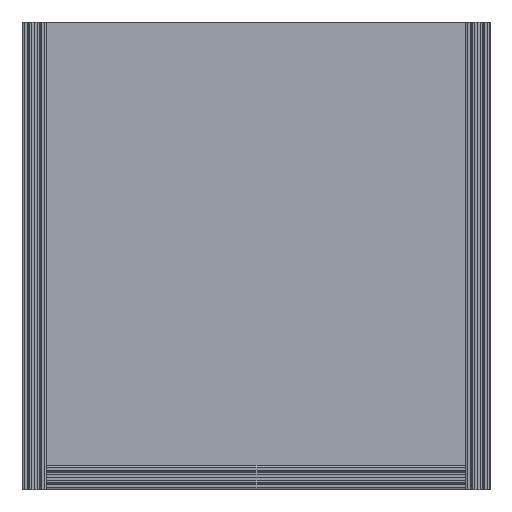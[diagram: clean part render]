
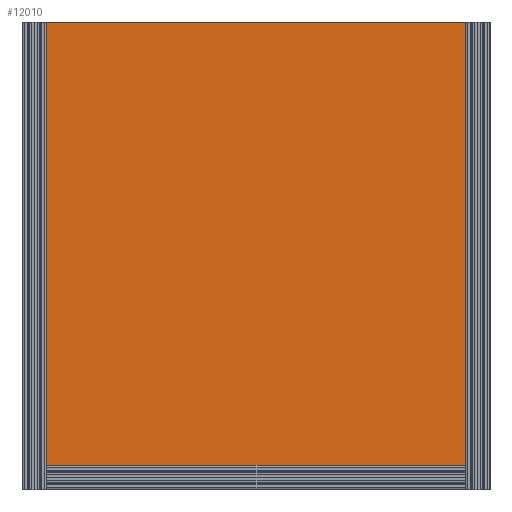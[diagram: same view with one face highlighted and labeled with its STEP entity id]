
A CAD part, front view. The second image highlights one B-rep face of the part: STEP entity #12010.
In plain terms, the highlighted face is planar.
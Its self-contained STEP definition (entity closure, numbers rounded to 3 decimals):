
#161 = CARTESIAN_POINT ( 'NONE',  ( 94.073, -486.927, -2. ) ) ;
#194 = LINE ( 'NONE', #14837, #5727 ) ;
#1227 = ORIENTED_EDGE ( 'NONE', *, *, #11155, .F. ) ;
#2917 = VERTEX_POINT ( 'NONE', #161 ) ;
#3395 = VERTEX_POINT ( 'NONE', #12340 ) ;
#3813 = VECTOR ( 'NONE', #12190, 1000. ) ;
#4709 = PLANE ( 'NONE',  #14745 ) ;
#5316 = VERTEX_POINT ( 'NONE', #15817 ) ;
#5727 = VECTOR ( 'NONE', #11140, 1000. ) ;
#6227 = CARTESIAN_POINT ( 'NONE',  ( 94.073, -486.927, -2. ) ) ;
#7067 = ORIENTED_EDGE ( 'NONE', *, *, #13036, .F. ) ;
#7339 = DIRECTION ( 'NONE',  ( 0., 0., 1. ) ) ;
#7406 = CARTESIAN_POINT ( 'NONE',  ( -600.727, -486.927, -2. ) ) ;
#7898 = LINE ( 'NONE', #6227, #12992 ) ;
#8033 = ORIENTED_EDGE ( 'NONE', *, *, #12094, .F. ) ;
#8630 = EDGE_LOOP ( 'NONE', ( #7067, #8033, #12961, #1227 ) ) ;
#8886 = DIRECTION ( 'NONE',  ( 0., 1., 0. ) ) ;
#9426 = EDGE_CURVE ( 'NONE', #10561, #2917, #12438, .T. ) ;
#9450 = CARTESIAN_POINT ( 'NONE',  ( 0., 0., -2. ) ) ;
#10041 = CARTESIAN_POINT ( 'NONE',  ( -600.727, -486.927, -2. ) ) ;
#10561 = VERTEX_POINT ( 'NONE', #10041 ) ;
#10564 = CARTESIAN_POINT ( 'NONE',  ( 94.073, 235.473, -2. ) ) ;
#10679 = DIRECTION ( 'NONE',  ( 1., 0., 0. ) ) ;
#11140 = DIRECTION ( 'NONE',  ( 0., -1., 0. ) ) ;
#11155 = EDGE_CURVE ( 'NONE', #5316, #10561, #194, .T. ) ;
#12010 = ADVANCED_FACE ( 'NONE', ( #13489 ), #4709, .F. ) ;
#12094 = EDGE_CURVE ( 'NONE', #2917, #3395, #7898, .T. ) ;
#12190 = DIRECTION ( 'NONE',  ( -1., 0., 0. ) ) ;
#12340 = CARTESIAN_POINT ( 'NONE',  ( 94.073, 235.473, -2. ) ) ;
#12438 = LINE ( 'NONE', #7406, #12694 ) ;
#12694 = VECTOR ( 'NONE', #16319, 1000. ) ;
#12961 = ORIENTED_EDGE ( 'NONE', *, *, #9426, .F. ) ;
#12992 = VECTOR ( 'NONE', #8886, 1000. ) ;
#13036 = EDGE_CURVE ( 'NONE', #3395, #5316, #15159, .T. ) ;
#13489 = FACE_OUTER_BOUND ( 'NONE', #8630, .T. ) ;
#14745 = AXIS2_PLACEMENT_3D ( 'NONE', #9450, #7339, #10679 ) ;
#14837 = CARTESIAN_POINT ( 'NONE',  ( -600.727, 257.873, -2. ) ) ;
#15159 = LINE ( 'NONE', #10564, #3813 ) ;
#15817 = CARTESIAN_POINT ( 'NONE',  ( -600.727, 235.473, -2. ) ) ;
#16319 = DIRECTION ( 'NONE',  ( 1., 0., 0. ) ) ;
